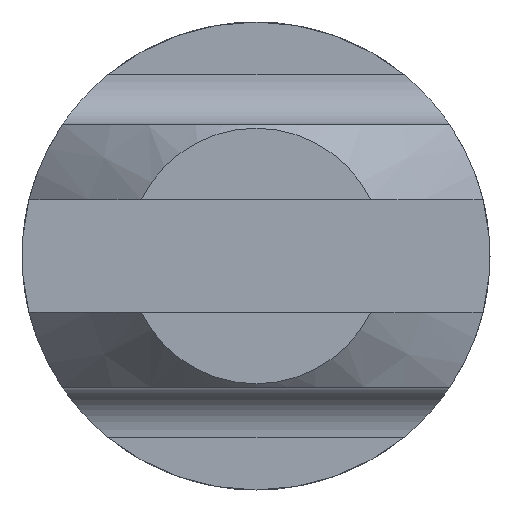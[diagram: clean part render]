
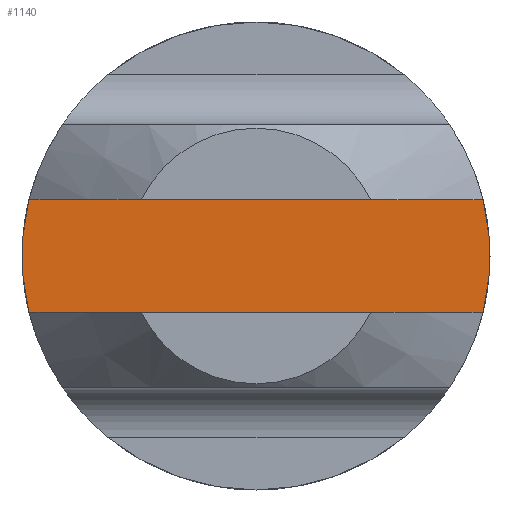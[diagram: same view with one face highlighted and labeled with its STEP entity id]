
A CAD part, left-side view. The second image highlights one B-rep face of the part: STEP entity #1140.
In plain terms, the highlighted planar face has unit normal (-1, 0, 0).
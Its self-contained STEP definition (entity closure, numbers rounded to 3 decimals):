
#428=DIRECTION('',(0.,-1.,0.));
#429=VECTOR('',#428,18.467);
#430=CARTESIAN_POINT('',(19.05,9.234,-2.286));
#431=LINE('',#430,#429);
#446=CARTESIAN_POINT('',(19.05,0.,0.));
#447=DIRECTION('',(1.,0.,0.));
#448=DIRECTION('',(0.,0.971,-0.24));
#449=AXIS2_PLACEMENT_3D('',#446,#447,#448);
#451=CARTESIAN_POINT('',(19.05,0.,0.));
#452=DIRECTION('',(1.,0.,0.));
#453=DIRECTION('',(0.,-0.971,0.24));
#454=AXIS2_PLACEMENT_3D('',#451,#452,#453);
#456=DIRECTION('',(0.,1.,0.));
#457=VECTOR('',#456,18.467);
#458=CARTESIAN_POINT('',(19.05,-9.234,2.286));
#459=LINE('',#458,#457);
#680=CARTESIAN_POINT('',(19.05,9.234,2.286));
#681=VERTEX_POINT('',#680);
#682=CARTESIAN_POINT('',(19.05,9.234,-2.286));
#683=VERTEX_POINT('',#682);
#708=CARTESIAN_POINT('',(19.05,-9.234,-2.286));
#709=VERTEX_POINT('',#708);
#710=CARTESIAN_POINT('',(19.05,-9.234,2.286));
#711=VERTEX_POINT('',#710);
#1128=CARTESIAN_POINT('',(19.05,0.,0.));
#1129=DIRECTION('',(1.,0.,0.));
#1130=DIRECTION('',(0.,0.,-1.));
#1131=AXIS2_PLACEMENT_3D('',#1128,#1129,#1130);
#1132=PLANE('',#1131);
#1133=ORIENTED_EDGE('',*,*,#1112,.F.);
#1134=ORIENTED_EDGE('',*,*,#842,.T.);
#1136=ORIENTED_EDGE('',*,*,#1135,.F.);
#1137=ORIENTED_EDGE('',*,*,#907,.T.);
#1138=EDGE_LOOP('',(#1133,#1134,#1136,#1137));
#1139=FACE_OUTER_BOUND('',#1138,.F.);
#1140=ADVANCED_FACE('',(#1139),#1132,.F.);
#450=CIRCLE('',#449,9.512);
#455=CIRCLE('',#454,9.512);
#842=EDGE_CURVE('',#683,#681,#450,.T.);
#907=EDGE_CURVE('',#711,#709,#455,.T.);
#1112=EDGE_CURVE('',#683,#709,#431,.T.);
#1135=EDGE_CURVE('',#711,#681,#459,.T.);
